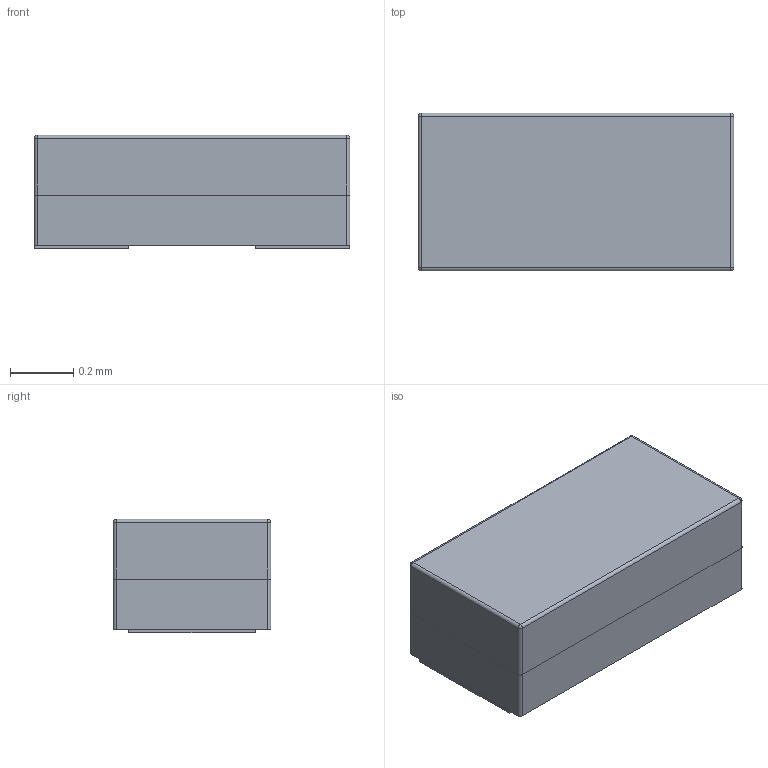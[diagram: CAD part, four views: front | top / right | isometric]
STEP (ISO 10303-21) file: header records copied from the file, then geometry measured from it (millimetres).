
FILE_DESCRIPTION(/* description */ (''),/* implementation_level */ '2;1');
FILE_NAME(/* name */ 'FC-F1005X_LED.step',/* time_stamp */ '2018-10-13T18:25:29+01:00',/* author */ ('eric.n.tech'),/* organization */ (''),/* preprocessor_version */ 'ST-DEVELOPER v17.2',/* originating_system */ 'Autodesk Translation Framework v7.6.0.251',/* authorisation */ '');
FILE_SCHEMA (('AUTOMOTIVE_DESIGN { 1 0 10303 214 3 1 1 }'));
Length unit declared in the file: millimetre
Products named in the file (1): FC-F1005X_LED
Bounding box: 1 x 0.5 x 0.36 mm (x, y, z)
Volume: 0.2 mm3; surface area: 3.5 mm2
Topology: 4 solids, 4 shells, 40 faces, 84 edges, 52 vertices
Faces by surface type: plane 24, cylinder 12, sphere 4
Entity records: 1107 total; most frequent: DIRECTION 190, CARTESIAN_POINT 177, ORIENTED_EDGE 168, EDGE_CURVE 84, AXIS2_PLACEMENT_3D 65, LINE 60, VECTOR 60, VERTEX_POINT 52
